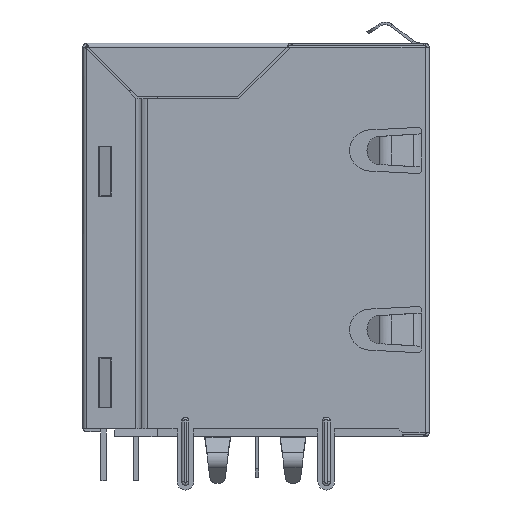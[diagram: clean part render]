
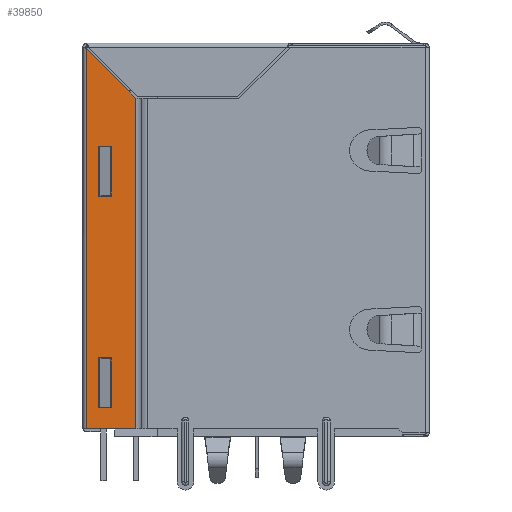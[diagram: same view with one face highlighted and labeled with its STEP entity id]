
A CAD part, left-side view. The second image highlights one B-rep face of the part: STEP entity #39850.
In plain terms, the highlighted face is planar.
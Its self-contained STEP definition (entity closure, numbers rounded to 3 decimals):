
#1643=PLANE('',#46921);
#5298=LINE('',#67932,#9799);
#5299=LINE('',#67935,#9800);
#5300=LINE('',#67937,#9801);
#5301=LINE('',#67939,#9802);
#5302=LINE('',#67940,#9803);
#5303=LINE('',#67943,#9804);
#5304=LINE('',#67945,#9805);
#5305=LINE('',#67947,#9806);
#5306=LINE('',#67948,#9807);
#5307=LINE('',#67951,#9808);
#5308=LINE('',#67953,#9809);
#5309=LINE('',#67955,#9810);
#9799=VECTOR('',#54999,1000.);
#9800=VECTOR('',#55000,1000.);
#9801=VECTOR('',#55001,1000.);
#9802=VECTOR('',#55002,1000.);
#9803=VECTOR('',#55003,1000.);
#9804=VECTOR('',#55004,1000.);
#9805=VECTOR('',#55005,1000.);
#9806=VECTOR('',#55006,1000.);
#9807=VECTOR('',#55007,1000.);
#9808=VECTOR('',#55008,1000.);
#9809=VECTOR('',#55009,1000.);
#9810=VECTOR('',#55010,1000.);
#18834=ORIENTED_EDGE('',*,*,#26775,.F.);
#18835=ORIENTED_EDGE('',*,*,#26776,.F.);
#18836=ORIENTED_EDGE('',*,*,#26777,.F.);
#18837=ORIENTED_EDGE('',*,*,#26778,.F.);
#18838=ORIENTED_EDGE('',*,*,#26779,.T.);
#18839=ORIENTED_EDGE('',*,*,#26780,.T.);
#18840=ORIENTED_EDGE('',*,*,#26781,.T.);
#18841=ORIENTED_EDGE('',*,*,#26782,.T.);
#18842=ORIENTED_EDGE('',*,*,#26783,.F.);
#18843=ORIENTED_EDGE('',*,*,#26784,.F.);
#18844=ORIENTED_EDGE('',*,*,#26785,.F.);
#18845=ORIENTED_EDGE('',*,*,#26786,.F.);
#26775=EDGE_CURVE('',#31222,#31223,#5298,.T.);
#26776=EDGE_CURVE('',#31224,#31222,#5299,.T.);
#26777=EDGE_CURVE('',#31225,#31224,#5300,.T.);
#26778=EDGE_CURVE('',#31223,#31225,#5301,.T.);
#26779=EDGE_CURVE('',#31226,#31227,#5302,.T.);
#26780=EDGE_CURVE('',#31227,#31228,#5303,.T.);
#26781=EDGE_CURVE('',#31228,#31229,#5304,.T.);
#26782=EDGE_CURVE('',#31229,#31226,#5305,.T.);
#26783=EDGE_CURVE('',#31230,#31231,#5306,.T.);
#26784=EDGE_CURVE('',#31232,#31230,#5307,.T.);
#26785=EDGE_CURVE('',#31233,#31232,#5308,.T.);
#26786=EDGE_CURVE('',#31231,#31233,#5309,.T.);
#31222=VERTEX_POINT('',#67933);
#31223=VERTEX_POINT('',#67934);
#31224=VERTEX_POINT('',#67936);
#31225=VERTEX_POINT('',#67938);
#31226=VERTEX_POINT('',#67941);
#31227=VERTEX_POINT('',#67942);
#31228=VERTEX_POINT('',#67944);
#31229=VERTEX_POINT('',#67946);
#31230=VERTEX_POINT('',#67949);
#31231=VERTEX_POINT('',#67950);
#31232=VERTEX_POINT('',#67952);
#31233=VERTEX_POINT('',#67954);
#34654=EDGE_LOOP('',(#18834,#18835,#18836,#18837));
#34655=EDGE_LOOP('',(#18838,#18839,#18840,#18841));
#34656=EDGE_LOOP('',(#18842,#18843,#18844,#18845));
#36992=FACE_BOUND('',#34654,.T.);
#36993=FACE_BOUND('',#34655,.T.);
#36994=FACE_BOUND('',#34656,.T.);
#39850=ADVANCED_FACE('',(#36992,#36993,#36994),#1643,.F.);
#46921=AXIS2_PLACEMENT_3D('',#67931,#54997,#54998);
#54997=DIRECTION('',(-1.,0.,0.));
#54998=DIRECTION('',(0.,-1.,0.));
#54999=DIRECTION('',(0.,0.,-1.));
#55000=DIRECTION('',(0.,-1.,0.));
#55001=DIRECTION('',(0.,0.,1.));
#55002=DIRECTION('',(0.,1.,0.));
#55003=DIRECTION('',(0.,0.,1.));
#55004=DIRECTION('',(0.,-1.,0.));
#55005=DIRECTION('',(0.,0.,-1.));
#55006=DIRECTION('',(0.,0.707,-0.707));
#55007=DIRECTION('',(0.,0.,-1.));
#55008=DIRECTION('',(0.,-1.,0.));
#55009=DIRECTION('',(0.,0.,1.));
#55010=DIRECTION('',(0.,1.,0.));
#67931=CARTESIAN_POINT('',(8.545,12.875,14.235));
#67932=CARTESIAN_POINT('',(8.545,10.895,14.235));
#67933=CARTESIAN_POINT('',(8.545,10.895,12.635));
#67934=CARTESIAN_POINT('',(8.545,10.895,8.885));
#67935=CARTESIAN_POINT('',(8.545,12.875,12.635));
#67936=CARTESIAN_POINT('',(8.545,11.895,12.635));
#67937=CARTESIAN_POINT('',(8.545,11.895,14.235));
#67938=CARTESIAN_POINT('',(8.545,11.895,8.885));
#67939=CARTESIAN_POINT('',(8.545,12.875,8.885));
#67940=CARTESIAN_POINT('',(8.545,12.745,-14.403));
#67941=CARTESIAN_POINT('',(8.545,12.745,-14.403));
#67942=CARTESIAN_POINT('',(8.545,12.745,14.235));
#67943=CARTESIAN_POINT('',(8.545,12.875,14.235));
#67944=CARTESIAN_POINT('',(8.545,9.045,14.235));
#67945=CARTESIAN_POINT('',(8.545,9.045,14.235));
#67946=CARTESIAN_POINT('',(8.545,9.045,-10.703));
#67947=CARTESIAN_POINT('',(8.545,12.875,-14.533));
#67948=CARTESIAN_POINT('',(8.545,10.895,14.235));
#67949=CARTESIAN_POINT('',(8.545,10.895,-3.315));
#67950=CARTESIAN_POINT('',(8.545,10.895,-7.065));
#67951=CARTESIAN_POINT('',(8.545,12.875,-3.315));
#67952=CARTESIAN_POINT('',(8.545,11.895,-3.315));
#67953=CARTESIAN_POINT('',(8.545,11.895,14.235));
#67954=CARTESIAN_POINT('',(8.545,11.895,-7.065));
#67955=CARTESIAN_POINT('',(8.545,12.875,-7.065));
